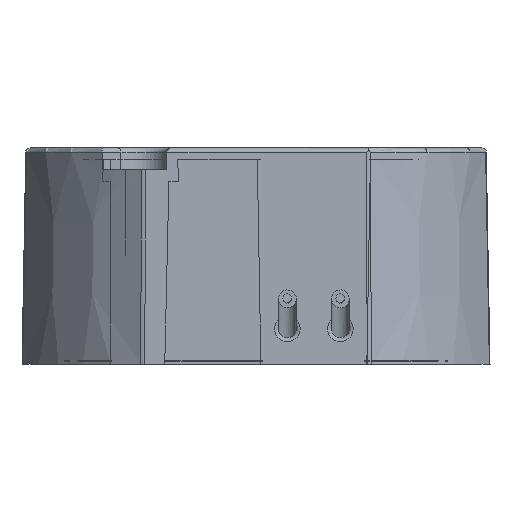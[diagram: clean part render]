
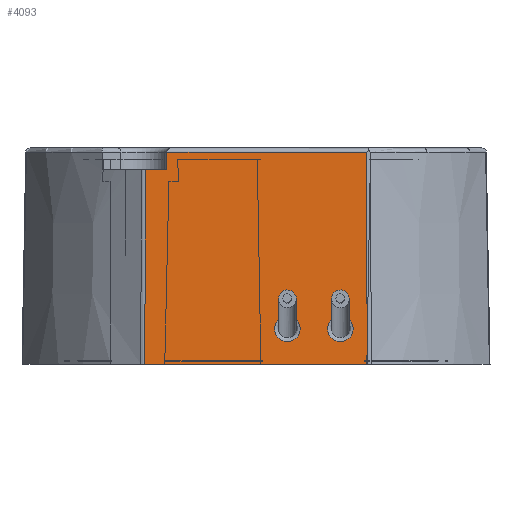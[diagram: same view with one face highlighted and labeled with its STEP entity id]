
A CAD part, front view. The second image highlights one B-rep face of the part: STEP entity #4093.
In plain terms, the highlighted planar face has unit normal (0, -1, 0.018).
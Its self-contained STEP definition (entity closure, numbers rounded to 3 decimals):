
#80=ELLIPSE('',#4338,0.5,0.5);
#207=LINE('',#5776,#377);
#208=LINE('',#5784,#378);
#209=LINE('',#5788,#379);
#210=LINE('',#5790,#380);
#377=VECTOR('',#4811,1000.);
#378=VECTOR('',#4812,1000.);
#379=VECTOR('',#4815,1000.);
#380=VECTOR('',#4816,1000.);
#503=B_SPLINE_CURVE_WITH_KNOTS('',3,(#5779,#5780,#5781,#5782),
 .UNSPECIFIED.,.F.,.F.,(4,4),(0.,0.024),.UNSPECIFIED.);
#504=B_SPLINE_CURVE_WITH_KNOTS('',3,(#5792,#5793,#5794,#5795),
 .UNSPECIFIED.,.F.,.F.,(4,4),(0.,0.022),.UNSPECIFIED.);
#733=ORIENTED_EDGE('',*,*,#1557,.T.);
#734=ORIENTED_EDGE('',*,*,#1558,.T.);
#735=ORIENTED_EDGE('',*,*,#1559,.T.);
#736=ORIENTED_EDGE('',*,*,#1560,.T.);
#737=ORIENTED_EDGE('',*,*,#1561,.T.);
#738=ORIENTED_EDGE('',*,*,#1562,.T.);
#739=ORIENTED_EDGE('',*,*,#1563,.F.);
#740=ORIENTED_EDGE('',*,*,#1564,.T.);
#741=ORIENTED_EDGE('',*,*,#1565,.T.);
#1557=EDGE_CURVE('',#1961,#1961,#2166,.F.);
#1558=EDGE_CURVE('',#1962,#1962,#2167,.F.);
#1559=EDGE_CURVE('',#1963,#1964,#207,.F.);
#1560=EDGE_CURVE('',#1964,#1965,#503,.T.);
#1561=EDGE_CURVE('',#1965,#1966,#208,.F.);
#1562=EDGE_CURVE('',#1966,#1967,#80,.T.);
#1563=EDGE_CURVE('',#1968,#1967,#209,.F.);
#1564=EDGE_CURVE('',#1968,#1969,#210,.F.);
#1565=EDGE_CURVE('',#1969,#1963,#504,.T.);
#1961=VERTEX_POINT('',#5773);
#1962=VERTEX_POINT('',#5775);
#1963=VERTEX_POINT('',#5777);
#1964=VERTEX_POINT('',#5778);
#1965=VERTEX_POINT('',#5783);
#1966=VERTEX_POINT('',#5785);
#1967=VERTEX_POINT('',#5787);
#1968=VERTEX_POINT('',#5789);
#1969=VERTEX_POINT('',#5791);
#2166=CIRCLE('',#4336,1.45);
#2167=CIRCLE('',#4337,1.45);
#2292=EDGE_LOOP('',(#733));
#2293=EDGE_LOOP('',(#734));
#2294=EDGE_LOOP('',(#735,#736,#737,#738,#739,#740,#741));
#2524=FACE_BOUND('',#2292,.T.);
#2525=FACE_BOUND('',#2293,.T.);
#2526=FACE_BOUND('',#2294,.T.);
#2738=PLANE('',#4335);
#4093=ADVANCED_FACE('',(#2524,#2525,#2526),#2738,.T.);
#4335=AXIS2_PLACEMENT_3D('',#5771,#4805,#4806);
#4336=AXIS2_PLACEMENT_3D('',#5772,#4807,#4808);
#4337=AXIS2_PLACEMENT_3D('',#5774,#4809,#4810);
#4338=AXIS2_PLACEMENT_3D('',#5786,#4813,#4814);
#4805=DIRECTION('',(0.,-1.,0.017));
#4806=DIRECTION('',(0.,0.017,1.));
#4807=DIRECTION('',(0.,-1.,0.017));
#4808=DIRECTION('',(0.,0.017,1.));
#4809=DIRECTION('',(0.,-1.,0.017));
#4810=DIRECTION('',(0.,0.017,1.));
#4811=DIRECTION('',(-1.,0.,0.));
#4812=DIRECTION('',(1.,0.,0.));
#4813=DIRECTION('',(0.,-1.,0.017));
#4814=DIRECTION('',(0.,-0.017,-1.));
#4815=DIRECTION('',(0.,-0.017,-1.));
#4816=DIRECTION('',(1.,0.,0.));
#5771=CARTESIAN_POINT('',(-10.784,-26.02,9.796));
#5772=CARTESIAN_POINT('',(-4.138,-25.95,13.795));
#5773=CARTESIAN_POINT('',(-4.138,-25.925,15.245));
#5774=CARTESIAN_POINT('',(1.862,-25.95,13.795));
#5775=CARTESIAN_POINT('',(1.862,-25.925,15.245));
#5776=CARTESIAN_POINT('',(-10.784,-26.02,9.796));
#5777=CARTESIAN_POINT('',(-20.291,-26.02,9.796));
#5778=CARTESIAN_POINT('',(4.909,-26.02,9.796));
#5779=CARTESIAN_POINT('',(4.909,-26.02,9.796));
#5780=CARTESIAN_POINT('',(4.875,-25.88,17.799));
#5781=CARTESIAN_POINT('',(4.841,-25.74,25.801));
#5782=CARTESIAN_POINT('',(4.807,-25.601,33.804));
#5783=CARTESIAN_POINT('',(4.807,-25.601,33.804));
#5784=CARTESIAN_POINT('',(-17.775,-25.601,33.804));
#5785=CARTESIAN_POINT('',(-17.775,-25.601,33.804));
#5786=CARTESIAN_POINT('',(-17.275,-25.601,33.796));
#5787=CARTESIAN_POINT('',(-17.775,-25.601,33.796));
#5788=CARTESIAN_POINT('',(-17.775,-26.02,9.796));
#5789=CARTESIAN_POINT('',(-17.775,-25.636,31.796));
#5790=CARTESIAN_POINT('',(-10.784,-25.636,31.796));
#5791=CARTESIAN_POINT('',(-20.197,-25.636,31.796));
#5792=CARTESIAN_POINT('',(-20.197,-25.636,31.796));
#5793=CARTESIAN_POINT('',(-20.229,-25.764,24.462));
#5794=CARTESIAN_POINT('',(-20.26,-25.892,17.129));
#5795=CARTESIAN_POINT('',(-20.291,-26.02,9.796));
